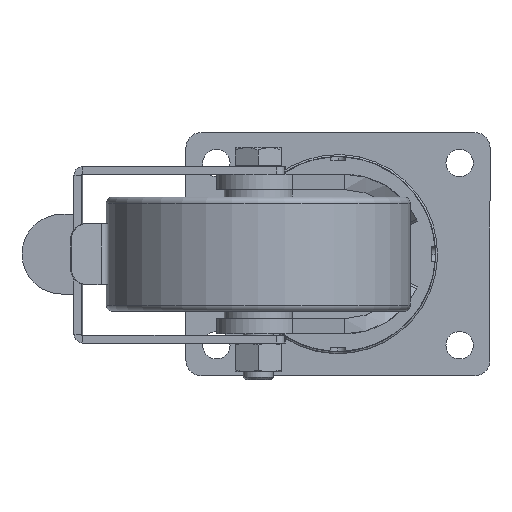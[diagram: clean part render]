
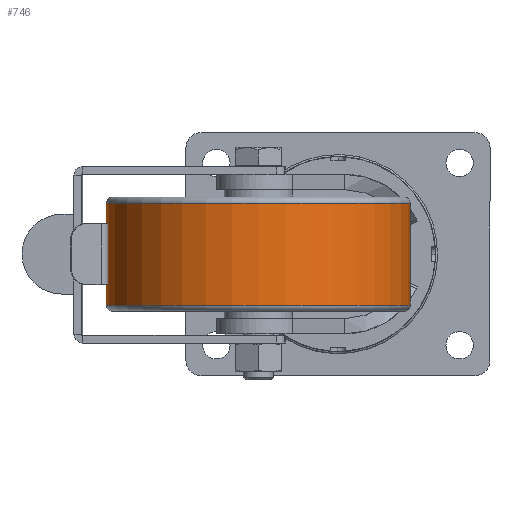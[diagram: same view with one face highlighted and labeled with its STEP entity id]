
A CAD part, front view. The second image highlights one B-rep face of the part: STEP entity #746.
In plain terms, the highlighted cylindrical face has radius 100 mm (diameter 200 mm), a partial arc.
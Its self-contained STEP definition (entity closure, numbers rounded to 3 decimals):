
#16 = EDGE_CURVE ( 'NONE', #5335, #2090, #1290, .T. ) ;
#415 = CARTESIAN_POINT ( 'NONE',  ( -152.495, -160., 111.573 ) ) ;
#646 = CARTESIAN_POINT ( 'NONE',  ( 47.505, -160., -33.5 ) ) ;
#746 = ADVANCED_FACE ( 'NONE', ( #11939 ), #12618, .T. ) ;
#1290 = LINE ( 'NONE', #2786, #3784 ) ;
#1547 = CIRCLE ( 'NONE', #8661, 100. ) ;
#1759 = DIRECTION ( 'NONE',  ( 1., 0., 0. ) ) ;
#2035 = LINE ( 'NONE', #415, #4700 ) ;
#2090 = VERTEX_POINT ( 'NONE', #3928 ) ;
#2500 = EDGE_CURVE ( 'NONE', #13502, #5335, #11092, .T. ) ;
#2563 = DIRECTION ( 'NONE',  ( 0., 0., 1. ) ) ;
#2646 = ORIENTED_EDGE ( 'NONE', *, *, #10591, .F. ) ;
#2786 = CARTESIAN_POINT ( 'NONE',  ( 47.505, -160., 111.573 ) ) ;
#3143 = ORIENTED_EDGE ( 'NONE', *, *, #9712, .T. ) ;
#3784 = VECTOR ( 'NONE', #5992, 1000. ) ;
#3928 = CARTESIAN_POINT ( 'NONE',  ( 47.505, -160., 33.5 ) ) ;
#3962 = CARTESIAN_POINT ( 'NONE',  ( -52.495, -160., 111.573 ) ) ;
#4405 = CARTESIAN_POINT ( 'NONE',  ( -52.495, -160., 33.5 ) ) ;
#4587 = CARTESIAN_POINT ( 'NONE',  ( -152.495, -160., 33.5 ) ) ;
#4700 = VECTOR ( 'NONE', #2563, 1000. ) ;
#5335 = VERTEX_POINT ( 'NONE', #646 ) ;
#5532 = EDGE_LOOP ( 'NONE', ( #2646, #7882, #12847, #3143 ) ) ;
#5992 = DIRECTION ( 'NONE',  ( 0., 0., 1. ) ) ;
#6417 = DIRECTION ( 'NONE',  ( -1., 0., 0. ) ) ;
#6497 = DIRECTION ( 'NONE',  ( 0., 0., -1. ) ) ;
#7869 = VERTEX_POINT ( 'NONE', #4587 ) ;
#7882 = ORIENTED_EDGE ( 'NONE', *, *, #2500, .T. ) ;
#8335 = CARTESIAN_POINT ( 'NONE',  ( -52.495, -160., -33.5 ) ) ;
#8661 = AXIS2_PLACEMENT_3D ( 'NONE', #4405, #6497, #6417 ) ;
#9168 = DIRECTION ( 'NONE',  ( 0., 0., 1. ) ) ;
#9466 = DIRECTION ( 'NONE',  ( -1., 0., 0. ) ) ;
#9712 = EDGE_CURVE ( 'NONE', #2090, #7869, #1547, .T. ) ;
#10591 = EDGE_CURVE ( 'NONE', #13502, #7869, #2035, .T. ) ;
#11092 = CIRCLE ( 'NONE', #13355, 100. ) ;
#11411 = CARTESIAN_POINT ( 'NONE',  ( -152.495, -160., -33.5 ) ) ;
#11939 = FACE_OUTER_BOUND ( 'NONE', #5532, .T. ) ;
#12479 = DIRECTION ( 'NONE',  ( 0., 0., 1. ) ) ;
#12618 = CYLINDRICAL_SURFACE ( 'NONE', #13162, 100. ) ;
#12847 = ORIENTED_EDGE ( 'NONE', *, *, #16, .T. ) ;
#13162 = AXIS2_PLACEMENT_3D ( 'NONE', #3962, #9168, #1759 ) ;
#13355 = AXIS2_PLACEMENT_3D ( 'NONE', #8335, #12479, #9466 ) ;
#13502 = VERTEX_POINT ( 'NONE', #11411 ) ;
